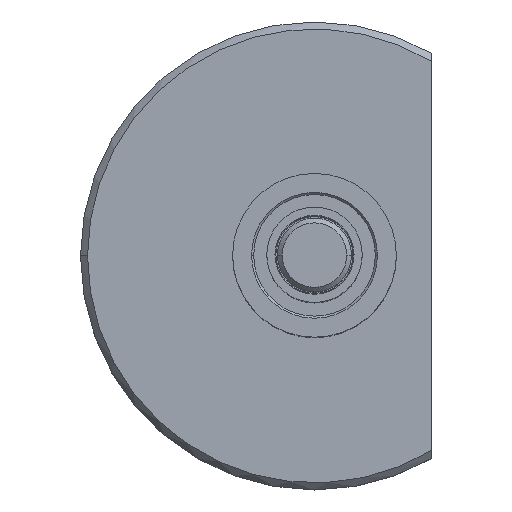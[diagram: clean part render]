
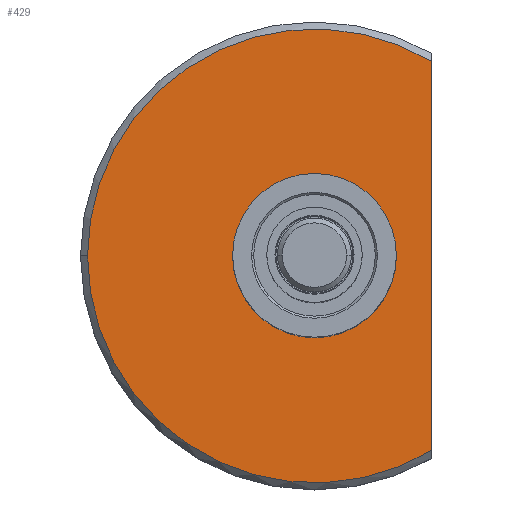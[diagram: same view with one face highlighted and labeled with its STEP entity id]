
A CAD part, top view. The second image highlights one B-rep face of the part: STEP entity #429.
In plain terms, the highlighted planar face has unit normal (0, 0, 1).
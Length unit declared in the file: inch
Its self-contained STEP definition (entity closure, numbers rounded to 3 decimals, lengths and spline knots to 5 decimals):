
#35 = VERTEX_POINT ( 'NONE', #65 ) ;
#37 = EDGE_CURVE ( 'NONE', #784, #910, #1228, .T. ) ;
#50 = FACE_BOUND ( 'NONE', #1706, .T. ) ;
#65 = CARTESIAN_POINT ( 'NONE',  ( -0.175, 0., -0.74 ) ) ;
#104 = ORIENTED_EDGE ( 'NONE', *, *, #1790, .T. ) ;
#190 = VERTEX_POINT ( 'NONE', #796 ) ;
#249 = CARTESIAN_POINT ( 'NONE',  ( 0., 0.175, -0.74 ) ) ;
#364 = CIRCLE ( 'NONE', #1290, 0.485 ) ;
#393 = CARTESIAN_POINT ( 'NONE',  ( -0.485, 0., -0.74 ) ) ;
#429 = ADVANCED_FACE ( 'NONE', ( #50, #1445 ), #1653, .F. ) ;
#542 = DIRECTION ( 'NONE',  ( 1., 0., 0. ) ) ;
#567 = ORIENTED_EDGE ( 'NONE', *, *, #1436, .F. ) ;
#585 = ORIENTED_EDGE ( 'NONE', *, *, #1807, .F. ) ;
#649 = ORIENTED_EDGE ( 'NONE', *, *, #1532, .F. ) ;
#657 = AXIS2_PLACEMENT_3D ( 'NONE', #249, #1218, #1811 ) ;
#676 = EDGE_LOOP ( 'NONE', ( #1323, #104, #567 ) ) ;
#784 = VERTEX_POINT ( 'NONE', #1286 ) ;
#796 = CARTESIAN_POINT ( 'NONE',  ( 0.25, -0.4156, -0.74 ) ) ;
#883 = CARTESIAN_POINT ( 'NONE',  ( 0., 0., -0.74 ) ) ;
#910 = VERTEX_POINT ( 'NONE', #393 ) ;
#965 = DIRECTION ( 'NONE',  ( 0., 0., 1. ) ) ;
#1015 = CARTESIAN_POINT ( 'NONE',  ( 0.175, 0., -0.74 ) ) ;
#1038 = CARTESIAN_POINT ( 'NONE',  ( 0., 0., -0.74 ) ) ;
#1057 = AXIS2_PLACEMENT_3D ( 'NONE', #883, #1739, #1747 ) ;
#1138 = CIRCLE ( 'NONE', #1387, 0.175 ) ;
#1149 = CARTESIAN_POINT ( 'NONE',  ( 0.25, 0.43301, -0.74 ) ) ;
#1192 = LINE ( 'NONE', #1149, #1270 ) ;
#1218 = DIRECTION ( 'NONE',  ( 0., 0., -1. ) ) ;
#1228 = CIRCLE ( 'NONE', #1522, 0.485 ) ;
#1270 = VECTOR ( 'NONE', #1300, 39.37008 ) ;
#1286 = CARTESIAN_POINT ( 'NONE',  ( 0.25, 0.4156, -0.74 ) ) ;
#1290 = AXIS2_PLACEMENT_3D ( 'NONE', #1383, #1378, #1828 ) ;
#1300 = DIRECTION ( 'NONE',  ( 0., -1., 0. ) ) ;
#1323 = ORIENTED_EDGE ( 'NONE', *, *, #37, .T. ) ;
#1342 = DIRECTION ( 'NONE',  ( 0., 0., 1. ) ) ;
#1378 = DIRECTION ( 'NONE',  ( 0., 0., 1. ) ) ;
#1383 = CARTESIAN_POINT ( 'NONE',  ( 0., 0., -0.74 ) ) ;
#1387 = AXIS2_PLACEMENT_3D ( 'NONE', #1681, #965, #542 ) ;
#1393 = VERTEX_POINT ( 'NONE', #1015 ) ;
#1423 = CIRCLE ( 'NONE', #1057, 0.175 ) ;
#1436 = EDGE_CURVE ( 'NONE', #784, #190, #1192, .T. ) ;
#1445 = FACE_OUTER_BOUND ( 'NONE', #676, .T. ) ;
#1522 = AXIS2_PLACEMENT_3D ( 'NONE', #1038, #1342, #1799 ) ;
#1532 = EDGE_CURVE ( 'NONE', #1393, #35, #1423, .T. ) ;
#1653 = PLANE ( 'NONE',  #657 ) ;
#1681 = CARTESIAN_POINT ( 'NONE',  ( 0., 0., -0.74 ) ) ;
#1706 = EDGE_LOOP ( 'NONE', ( #649, #585 ) ) ;
#1739 = DIRECTION ( 'NONE',  ( 0., 0., 1. ) ) ;
#1747 = DIRECTION ( 'NONE',  ( 1., 0., 0. ) ) ;
#1790 = EDGE_CURVE ( 'NONE', #910, #190, #364, .T. ) ;
#1799 = DIRECTION ( 'NONE',  ( 1., 0., 0. ) ) ;
#1807 = EDGE_CURVE ( 'NONE', #35, #1393, #1138, .T. ) ;
#1811 = DIRECTION ( 'NONE',  ( -1., 0., 0. ) ) ;
#1828 = DIRECTION ( 'NONE',  ( 1., 0., 0. ) ) ;
